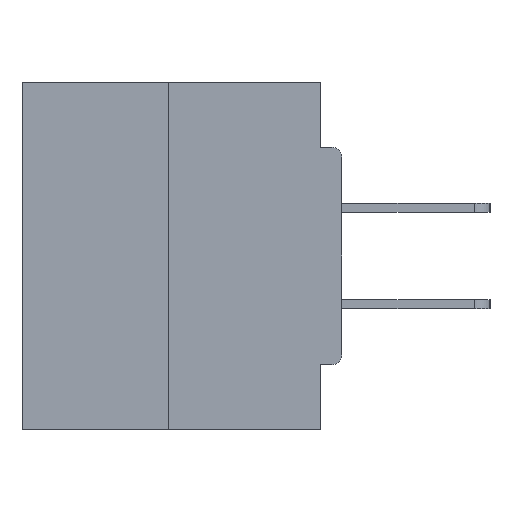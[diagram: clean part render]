
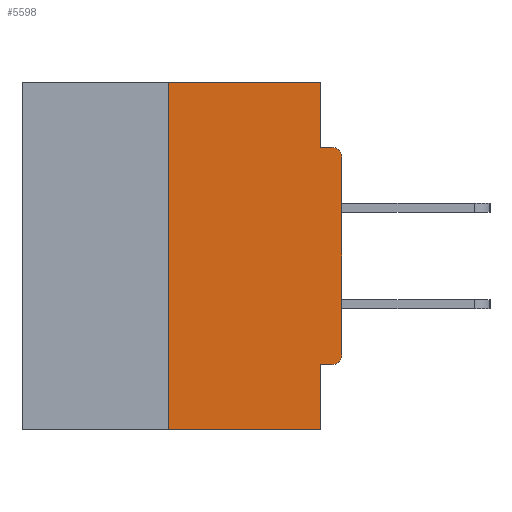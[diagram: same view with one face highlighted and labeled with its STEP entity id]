
A CAD part, left-side view. The second image highlights one B-rep face of the part: STEP entity #5598.
In plain terms, the highlighted planar face has unit normal (-1, 0, 0).
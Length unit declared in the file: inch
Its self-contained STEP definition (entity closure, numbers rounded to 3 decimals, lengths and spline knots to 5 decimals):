
#104 = ORIENTED_EDGE ( 'NONE', *, *, #24530, .F. ) ;
#192 = VERTEX_POINT ( 'NONE', #16366 ) ;
#860 = EDGE_CURVE ( 'NONE', #14567, #31389, #21742, .T. ) ;
#1335 = CARTESIAN_POINT ( 'NONE',  ( 0., 0.031, 0. ) ) ;
#1812 = CARTESIAN_POINT ( 'NONE',  ( 0., 0.25, 0. ) ) ;
#1980 = DIRECTION ( 'NONE',  ( 1., 0., 0. ) ) ;
#2075 = PLANE ( 'NONE',  #28500 ) ;
#2096 = EDGE_CURVE ( 'NONE', #31389, #16331, #24435, .T. ) ;
#2211 = CARTESIAN_POINT ( 'NONE',  ( 0., 0.015, -0.0935 ) ) ;
#2373 = ORIENTED_EDGE ( 'NONE', *, *, #2096, .F. ) ;
#2660 = VECTOR ( 'NONE', #30522, 39.37008 ) ;
#2735 = VERTEX_POINT ( 'NONE', #8936 ) ;
#3302 = VERTEX_POINT ( 'NONE', #2211 ) ;
#3533 = ORIENTED_EDGE ( 'NONE', *, *, #8235, .T. ) ;
#3563 = VECTOR ( 'NONE', #9663, 39.37008 ) ;
#3941 = CARTESIAN_POINT ( 'NONE',  ( 0., 0.031, 0. ) ) ;
#3962 = DIRECTION ( 'NONE',  ( 0., -1., 0. ) ) ;
#4136 = CARTESIAN_POINT ( 'NONE',  ( 0., 0., -0.3915 ) ) ;
#4262 = AXIS2_PLACEMENT_3D ( 'NONE', #7174, #24386, #19539 ) ;
#4284 = CARTESIAN_POINT ( 'NONE',  ( 0., 0.015, -0.4065 ) ) ;
#4363 = CARTESIAN_POINT ( 'NONE',  ( 0., 0.46, 0. ) ) ;
#4583 = CARTESIAN_POINT ( 'NONE',  ( 0., 0.015, -0.1085 ) ) ;
#4968 = VECTOR ( 'NONE', #24461, 39.37008 ) ;
#5598 = ADVANCED_FACE ( 'NONE', ( #13783 ), #2075, .F. ) ;
#5635 = EDGE_LOOP ( 'NONE', ( #19491, #22545, #21992, #28604, #20436, #3533, #25926, #13326, #104, #2373 ) ) ;
#6436 = AXIS2_PLACEMENT_3D ( 'NONE', #4583, #21778, #29111 ) ;
#6496 = DIRECTION ( 'NONE',  ( 0., 0., -1. ) ) ;
#7174 = CARTESIAN_POINT ( 'NONE',  ( 0., 0.015, -0.3915 ) ) ;
#8008 = VERTEX_POINT ( 'NONE', #16432 ) ;
#8102 = LINE ( 'NONE', #26021, #31275 ) ;
#8235 = EDGE_CURVE ( 'NONE', #11998, #29809, #15136, .T. ) ;
#8936 = CARTESIAN_POINT ( 'NONE',  ( 0., 0.25, -0.5 ) ) ;
#9445 = EDGE_CURVE ( 'NONE', #2735, #14567, #8102, .T. ) ;
#9663 = DIRECTION ( 'NONE',  ( 0., -1., 0. ) ) ;
#10944 = EDGE_CURVE ( 'NONE', #8008, #192, #29577, .T. ) ;
#11052 = EDGE_CURVE ( 'NONE', #11998, #8008, #18827, .T. ) ;
#11771 = VERTEX_POINT ( 'NONE', #22634 ) ;
#11998 = VERTEX_POINT ( 'NONE', #4284 ) ;
#13326 = ORIENTED_EDGE ( 'NONE', *, *, #31465, .T. ) ;
#13783 = FACE_OUTER_BOUND ( 'NONE', #5635, .T. ) ;
#13928 = CARTESIAN_POINT ( 'NONE',  ( 0., 0.031, -0.5 ) ) ;
#14010 = DIRECTION ( 'NONE',  ( 0., 0., -1. ) ) ;
#14416 = VECTOR ( 'NONE', #23389, 39.37008 ) ;
#14567 = VERTEX_POINT ( 'NONE', #1812 ) ;
#15136 = CIRCLE ( 'NONE', #4262, 0.015 ) ;
#15536 = CIRCLE ( 'NONE', #6436, 0.015 ) ;
#16331 = VERTEX_POINT ( 'NONE', #24042 ) ;
#16366 = CARTESIAN_POINT ( 'NONE',  ( 0., 0.031, -0.5 ) ) ;
#16432 = CARTESIAN_POINT ( 'NONE',  ( 0., 0.031, -0.4065 ) ) ;
#16538 = LINE ( 'NONE', #28059, #2660 ) ;
#17598 = EDGE_CURVE ( 'NONE', #2735, #192, #19831, .T. ) ;
#18827 = LINE ( 'NONE', #24664, #4968 ) ;
#19491 = ORIENTED_EDGE ( 'NONE', *, *, #860, .F. ) ;
#19539 = DIRECTION ( 'NONE',  ( 0., 0., -1. ) ) ;
#19831 = LINE ( 'NONE', #28263, #28296 ) ;
#20436 = ORIENTED_EDGE ( 'NONE', *, *, #11052, .F. ) ;
#20446 = LINE ( 'NONE', #24328, #3563 ) ;
#20900 = CARTESIAN_POINT ( 'NONE',  ( 0., 0.46, 0. ) ) ;
#21023 = DIRECTION ( 'NONE',  ( 0., 0., -1. ) ) ;
#21742 = LINE ( 'NONE', #20900, #14416 ) ;
#21778 = DIRECTION ( 'NONE',  ( -1., 0., 0. ) ) ;
#21992 = ORIENTED_EDGE ( 'NONE', *, *, #17598, .T. ) ;
#22545 = ORIENTED_EDGE ( 'NONE', *, *, #9445, .F. ) ;
#22634 = CARTESIAN_POINT ( 'NONE',  ( 0., 0., -0.1085 ) ) ;
#23188 = DIRECTION ( 'NONE',  ( 0., 0., 1. ) ) ;
#23389 = DIRECTION ( 'NONE',  ( 0., -1., 0. ) ) ;
#24042 = CARTESIAN_POINT ( 'NONE',  ( 0., 0.031, -0.0935 ) ) ;
#24328 = CARTESIAN_POINT ( 'NONE',  ( 0., 0., -0.0935 ) ) ;
#24386 = DIRECTION ( 'NONE',  ( -1., 0., 0. ) ) ;
#24435 = LINE ( 'NONE', #1335, #27115 ) ;
#24461 = DIRECTION ( 'NONE',  ( 0., 1., 0. ) ) ;
#24530 = EDGE_CURVE ( 'NONE', #16331, #3302, #20446, .T. ) ;
#24664 = CARTESIAN_POINT ( 'NONE',  ( 0., 0., -0.4065 ) ) ;
#25926 = ORIENTED_EDGE ( 'NONE', *, *, #25947, .T. ) ;
#25947 = EDGE_CURVE ( 'NONE', #29809, #11771, #16538, .T. ) ;
#26021 = CARTESIAN_POINT ( 'NONE',  ( 0., 0.25, 0. ) ) ;
#27115 = VECTOR ( 'NONE', #6496, 39.37008 ) ;
#27629 = VECTOR ( 'NONE', #21023, 39.37008 ) ;
#28059 = CARTESIAN_POINT ( 'NONE',  ( 0., 0., 0. ) ) ;
#28263 = CARTESIAN_POINT ( 'NONE',  ( 0., 0.46, -0.5 ) ) ;
#28296 = VECTOR ( 'NONE', #3962, 39.37008 ) ;
#28500 = AXIS2_PLACEMENT_3D ( 'NONE', #4363, #1980, #14010 ) ;
#28604 = ORIENTED_EDGE ( 'NONE', *, *, #10944, .F. ) ;
#29111 = DIRECTION ( 'NONE',  ( 0., 0., -1. ) ) ;
#29577 = LINE ( 'NONE', #13928, #27629 ) ;
#29809 = VERTEX_POINT ( 'NONE', #4136 ) ;
#30522 = DIRECTION ( 'NONE',  ( 0., 0., 1. ) ) ;
#31275 = VECTOR ( 'NONE', #23188, 39.37008 ) ;
#31389 = VERTEX_POINT ( 'NONE', #3941 ) ;
#31465 = EDGE_CURVE ( 'NONE', #11771, #3302, #15536, .T. ) ;
